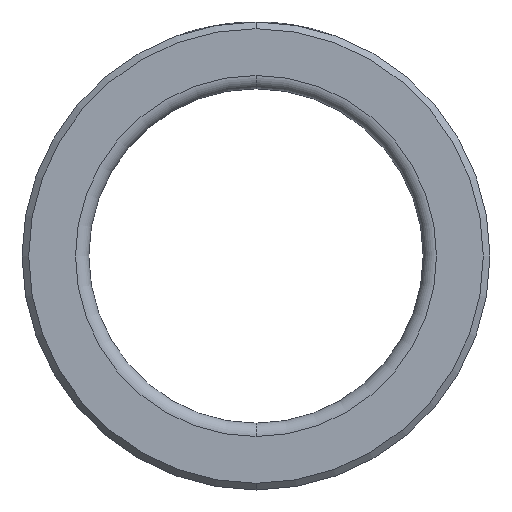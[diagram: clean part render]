
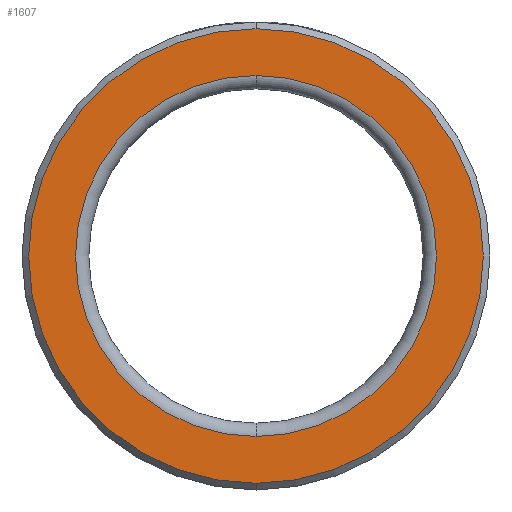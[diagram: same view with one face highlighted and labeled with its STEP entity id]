
A CAD part, front view. The second image highlights one B-rep face of the part: STEP entity #1607.
In plain terms, the highlighted planar face has unit normal (0, -1, 0).
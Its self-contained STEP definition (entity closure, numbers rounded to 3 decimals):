
#2 = EDGE_CURVE ( 'NONE', #1417, #385, #1634, .T. ) ;
#9 = DIRECTION ( 'NONE',  ( 0., 0., -1. ) ) ;
#26 = CARTESIAN_POINT ( 'NONE',  ( 0., 0., 0. ) ) ;
#60 = CARTESIAN_POINT ( 'NONE',  ( 0., 0., 0. ) ) ;
#115 = ORIENTED_EDGE ( 'NONE', *, *, #2, .F. ) ;
#122 = DIRECTION ( 'NONE',  ( 0., 1., 0. ) ) ;
#151 = FACE_OUTER_BOUND ( 'NONE', #1297, .T. ) ;
#162 = DIRECTION ( 'NONE',  ( 0., 0., -1. ) ) ;
#164 = CIRCLE ( 'NONE', #515, 27. ) ;
#193 = DIRECTION ( 'NONE',  ( 0., 0., -1. ) ) ;
#290 = AXIS2_PLACEMENT_3D ( 'NONE', #1338, #410, #9 ) ;
#300 = EDGE_LOOP ( 'NONE', ( #794, #115 ) ) ;
#317 = CIRCLE ( 'NONE', #988, 34. ) ;
#351 = CARTESIAN_POINT ( 'NONE',  ( 0., 0., -34. ) ) ;
#385 = VERTEX_POINT ( 'NONE', #835 ) ;
#410 = DIRECTION ( 'NONE',  ( 0., -1., 0. ) ) ;
#418 = FACE_BOUND ( 'NONE', #300, .T. ) ;
#431 = CARTESIAN_POINT ( 'NONE',  ( 0., 0., 0. ) ) ;
#515 = AXIS2_PLACEMENT_3D ( 'NONE', #26, #953, #162 ) ;
#564 = DIRECTION ( 'NONE',  ( 0., 0., -1. ) ) ;
#640 = CARTESIAN_POINT ( 'NONE',  ( 0., 0., 27. ) ) ;
#678 = EDGE_CURVE ( 'NONE', #385, #1417, #164, .T. ) ;
#794 = ORIENTED_EDGE ( 'NONE', *, *, #678, .F. ) ;
#835 = CARTESIAN_POINT ( 'NONE',  ( 0., 0., -27. ) ) ;
#840 = AXIS2_PLACEMENT_3D ( 'NONE', #60, #985, #193 ) ;
#858 = VERTEX_POINT ( 'NONE', #1389 ) ;
#866 = EDGE_CURVE ( 'NONE', #858, #1538, #1030, .T. ) ;
#916 = CARTESIAN_POINT ( 'NONE',  ( -34., 0., 0. ) ) ;
#953 = DIRECTION ( 'NONE',  ( 0., -1., 0. ) ) ;
#985 = DIRECTION ( 'NONE',  ( 0., -1., 0. ) ) ;
#988 = AXIS2_PLACEMENT_3D ( 'NONE', #431, #1366, #564 ) ;
#1030 = CIRCLE ( 'NONE', #840, 34. ) ;
#1049 = DIRECTION ( 'NONE',  ( 0., 0., 1. ) ) ;
#1067 = ORIENTED_EDGE ( 'NONE', *, *, #866, .T. ) ;
#1189 = ORIENTED_EDGE ( 'NONE', *, *, #1309, .T. ) ;
#1297 = EDGE_LOOP ( 'NONE', ( #1067, #1189 ) ) ;
#1309 = EDGE_CURVE ( 'NONE', #1538, #858, #317, .T. ) ;
#1338 = CARTESIAN_POINT ( 'NONE',  ( 0., 0., 0. ) ) ;
#1366 = DIRECTION ( 'NONE',  ( 0., -1., 0. ) ) ;
#1389 = CARTESIAN_POINT ( 'NONE',  ( 0., 0., 34. ) ) ;
#1417 = VERTEX_POINT ( 'NONE', #640 ) ;
#1538 = VERTEX_POINT ( 'NONE', #351 ) ;
#1584 = PLANE ( 'NONE',  #1594 ) ;
#1594 = AXIS2_PLACEMENT_3D ( 'NONE', #916, #122, #1049 ) ;
#1607 = ADVANCED_FACE ( 'NONE', ( #418, #151 ), #1584, .F. ) ;
#1634 = CIRCLE ( 'NONE', #290, 27. ) ;
